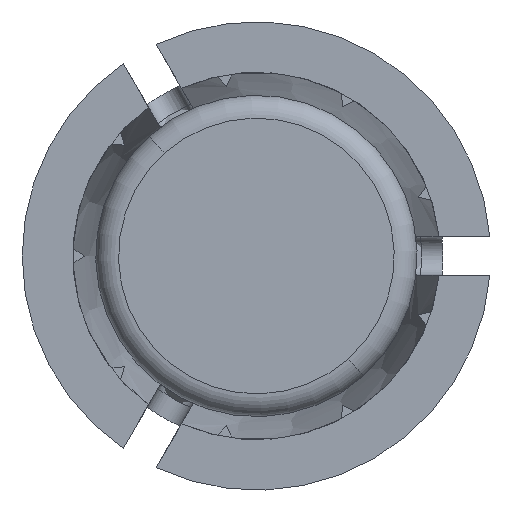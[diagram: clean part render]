
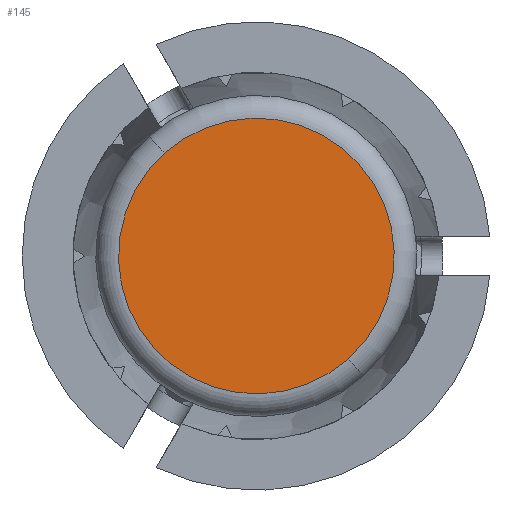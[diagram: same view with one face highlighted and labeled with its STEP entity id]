
A CAD part, left-side view. The second image highlights one B-rep face of the part: STEP entity #145.
In plain terms, the highlighted planar face has unit normal (-1, 0, 0).
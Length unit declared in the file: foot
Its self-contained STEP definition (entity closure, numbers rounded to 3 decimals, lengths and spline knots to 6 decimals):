
#145 = ADVANCED_FACE ( 'NONE', ( #4251 ), #6146, .T. ) ;
#713 = CIRCLE ( 'NONE', #2646, 0.015083 ) ;
#2646 = AXIS2_PLACEMENT_3D ( 'NONE', #8602, #8566, #7882 ) ;
#2691 = CIRCLE ( 'NONE', #9575, 0.015083 ) ;
#3357 = ORIENTED_EDGE ( 'NONE', *, *, #6981, .T. ) ;
#3391 = EDGE_CURVE ( 'NONE', #8444, #7070, #713, .T. ) ;
#3881 = CARTESIAN_POINT ( 'NONE',  ( 0., 0., -0.015083 ) ) ;
#4251 = FACE_OUTER_BOUND ( 'NONE', #7941, .T. ) ;
#4267 = DIRECTION ( 'NONE',  ( 0., 0., 1. ) ) ;
#4288 = DIRECTION ( 'NONE',  ( -1., 0., 0. ) ) ;
#4302 = CARTESIAN_POINT ( 'NONE',  ( 0., 0., 0. ) ) ;
#6146 = PLANE ( 'NONE',  #8287 ) ;
#6925 = CARTESIAN_POINT ( 'NONE',  ( 0., 0., 0. ) ) ;
#6981 = EDGE_CURVE ( 'NONE', #7070, #8444, #2691, .T. ) ;
#7070 = VERTEX_POINT ( 'NONE', #3881 ) ;
#7876 = DIRECTION ( 'NONE',  ( -1., 0., 0. ) ) ;
#7882 = DIRECTION ( 'NONE',  ( 0., 0., 1. ) ) ;
#7895 = ORIENTED_EDGE ( 'NONE', *, *, #3391, .T. ) ;
#7941 = EDGE_LOOP ( 'NONE', ( #7895, #3357 ) ) ;
#8287 = AXIS2_PLACEMENT_3D ( 'NONE', #6925, #7876, #8628 ) ;
#8444 = VERTEX_POINT ( 'NONE', #9408 ) ;
#8566 = DIRECTION ( 'NONE',  ( -1., 0., 0. ) ) ;
#8602 = CARTESIAN_POINT ( 'NONE',  ( 0., 0., 0. ) ) ;
#8628 = DIRECTION ( 'NONE',  ( 0., 0., 1. ) ) ;
#9408 = CARTESIAN_POINT ( 'NONE',  ( 0., 0., 0.015083 ) ) ;
#9575 = AXIS2_PLACEMENT_3D ( 'NONE', #4302, #4288, #4267 ) ;
